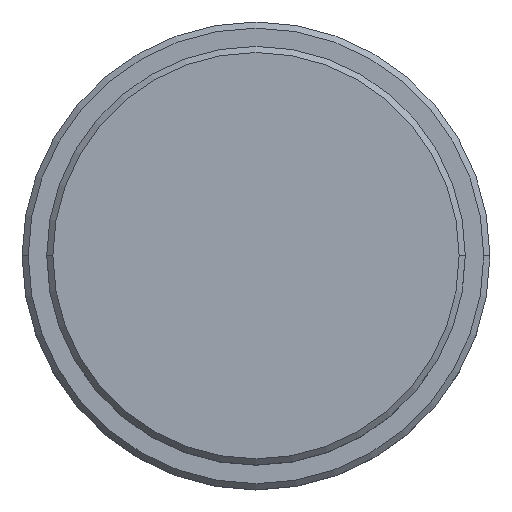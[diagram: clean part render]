
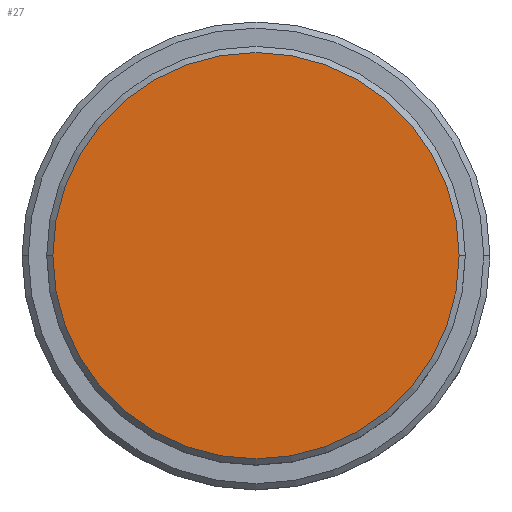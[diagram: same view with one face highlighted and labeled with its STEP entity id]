
A CAD part, top view. The second image highlights one B-rep face of the part: STEP entity #27.
In plain terms, the highlighted planar face has unit normal (0, 0, 1).
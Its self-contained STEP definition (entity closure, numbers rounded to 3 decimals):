
#27 = ADVANCED_FACE ( 'NONE', ( #410 ), #622, .T. ) ;
#84 = CARTESIAN_POINT ( 'NONE',  ( 16.5, 0., 0. ) ) ;
#361 = DIRECTION ( 'NONE',  ( 1., 0., 0. ) ) ;
#383 = DIRECTION ( 'NONE',  ( 1., 0., 0. ) ) ;
#410 = FACE_OUTER_BOUND ( 'NONE', #589, .T. ) ;
#465 = AXIS2_PLACEMENT_3D ( 'NONE', #580, #1027, #361 ) ;
#474 = ORIENTED_EDGE ( 'NONE', *, *, #1346, .T. ) ;
#475 = VERTEX_POINT ( 'NONE', #1036 ) ;
#534 = EDGE_CURVE ( 'NONE', #475, #914, #743, .T. ) ;
#580 = CARTESIAN_POINT ( 'NONE',  ( 0., 0., 0. ) ) ;
#589 = EDGE_LOOP ( 'NONE', ( #802, #474 ) ) ;
#622 = PLANE ( 'NONE',  #1286 ) ;
#743 = CIRCLE ( 'NONE', #1263, 16.5 ) ;
#802 = ORIENTED_EDGE ( 'NONE', *, *, #534, .T. ) ;
#856 = DIRECTION ( 'NONE',  ( 0., 0., 1. ) ) ;
#914 = VERTEX_POINT ( 'NONE', #84 ) ;
#942 = DIRECTION ( 'NONE',  ( 0., 0., 1. ) ) ;
#971 = CARTESIAN_POINT ( 'NONE',  ( 0., 0., 0. ) ) ;
#1027 = DIRECTION ( 'NONE',  ( 0., 0., 1. ) ) ;
#1036 = CARTESIAN_POINT ( 'NONE',  ( -16.5, 0., 0. ) ) ;
#1064 = CARTESIAN_POINT ( 'NONE',  ( 0., 0., 0. ) ) ;
#1243 = CIRCLE ( 'NONE', #465, 16.5 ) ;
#1263 = AXIS2_PLACEMENT_3D ( 'NONE', #1064, #942, #383 ) ;
#1286 = AXIS2_PLACEMENT_3D ( 'NONE', #971, #856, #1378 ) ;
#1346 = EDGE_CURVE ( 'NONE', #914, #475, #1243, .T. ) ;
#1378 = DIRECTION ( 'NONE',  ( 1., 0., 0. ) ) ;
